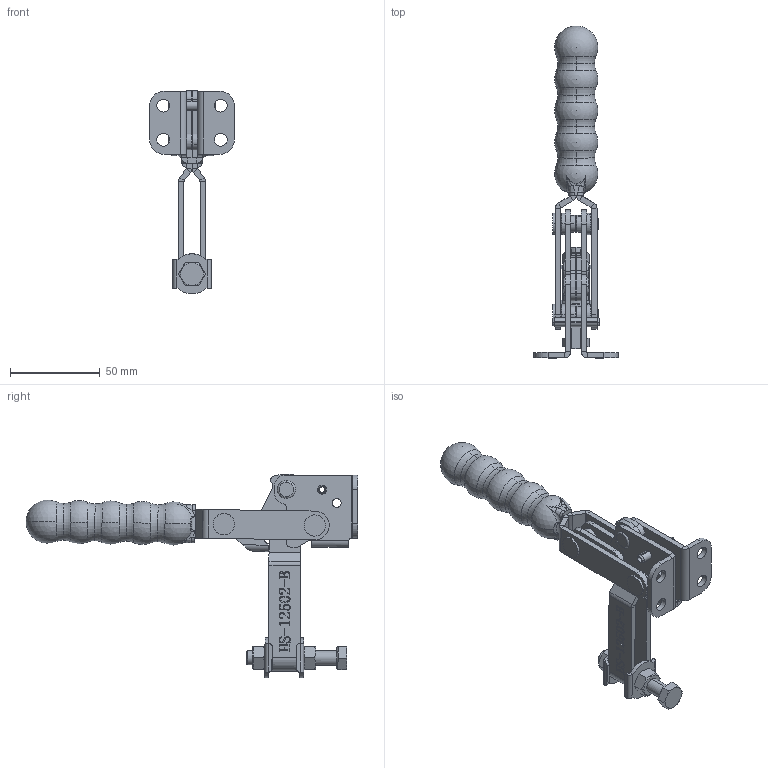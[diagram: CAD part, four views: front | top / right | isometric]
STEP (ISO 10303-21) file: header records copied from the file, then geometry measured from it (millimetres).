
FILE_DESCRIPTION (( 'STEP AP203' ), '1' );
FILE_NAME ('HS-12502-B .STEP', '2020-09-04T06:02:49', ( '微软用户' ), ( '微软中国' ), 'SwSTEP 2.0', 'SolidWorks 2012', '' );
FILE_SCHEMA (( 'CONFIG_CONTROL_DESIGN' ));
Length unit declared in the file: millimetre
Products named in the file (13): HS-12502-B ; thin head rivets gb_GB_CONNECTING_PIECE_RIVET_THR 6X24; hex nuts 1-fine pitch-grades ab gb_GB_FASTENER_NUT_SNAB1XY M8X1-N; hexagon head bolts-full thread gb_GB_FASTENER_BOLT_STBAB A M8X50-C; FW-516; 1#忒參杶; 12502B怢論杶; 1250B忒參; 12502B蟀裝; spring pin slotted heavy duty1 gb_GB_PARALLEL_PINS_TYPE6 5X26; 揤參; 傻种; 楊擘菁釱
Assembly tree (20 placements, depth 2):
  HS-12502-B 
    楊擘菁釱
    傻种  x2
    揤參
    spring pin slotted heavy duty1 gb_GB_PARALLEL_PINS_TYPE6 5X26
    12502B蟀裝
    1250B忒參  x2
    12502B怢論杶  x4
    1#忒參杶
    FW-516  x2
    hexagon head bolts-full thread gb_GB_FASTENER_BOLT_STBAB A M8X50-C
    hex nuts 1-fine pitch-grades ab gb_GB_FASTENER_NUT_SNAB1XY M8X1-N  x2
    thin head rivets gb_GB_CONNECTING_PIECE_RIVET_THR 6X24  x2
Bounding box: 47 x 184.44 x 113.25 mm (x, y, z)
Volume: 80268.2 mm3; surface area: 56506.4 mm2
Topology: 21 solids, 21 shells, 928 faces, 2365 edges, 1500 vertices
Faces by surface type: plane 438, cylinder 207, bspline 170, cone 64, torus 35, sphere 14
Entity records: 33633 total; most frequent: CARTESIAN_POINT 13825, ORIENTED_EDGE 4018, DIRECTION 3350, EDGE_CURVE 2009, VERTEX_POINT 1287, VECTOR 1166, LINE 1166, AXIS2_PLACEMENT_3D 1092
